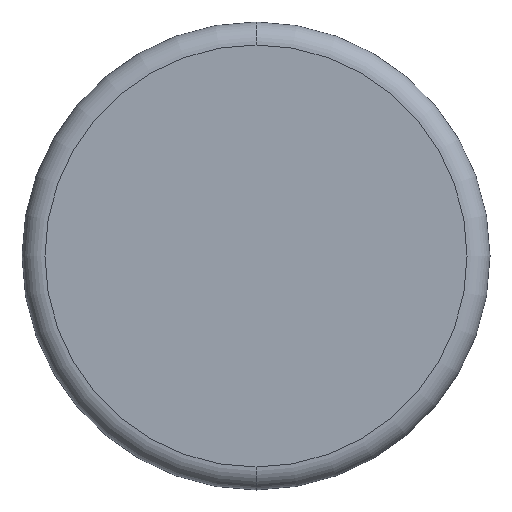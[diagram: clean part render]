
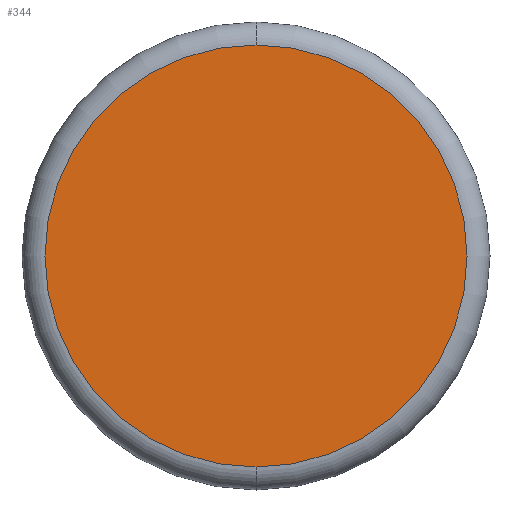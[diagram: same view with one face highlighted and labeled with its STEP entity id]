
A CAD part, front view. The second image highlights one B-rep face of the part: STEP entity #344.
In plain terms, the highlighted planar face has unit normal (0, -1, 0).
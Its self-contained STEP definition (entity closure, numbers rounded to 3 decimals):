
#15 = PLANE ( 'NONE',  #65 ) ;
#21 = ORIENTED_EDGE ( 'NONE', *, *, #32, .T. ) ;
#23 = CIRCLE ( 'NONE', #173, 46. ) ;
#32 = EDGE_CURVE ( 'NONE', #332, #126, #124, .T. ) ;
#54 = DIRECTION ( 'NONE',  ( 0., -1., 0. ) ) ;
#65 = AXIS2_PLACEMENT_3D ( 'NONE', #154, #305, #145 ) ;
#92 = CARTESIAN_POINT ( 'NONE',  ( 0., 0., 0. ) ) ;
#124 = CIRCLE ( 'NONE', #374, 46. ) ;
#126 = VERTEX_POINT ( 'NONE', #373 ) ;
#127 = DIRECTION ( 'NONE',  ( 0., 0., 1. ) ) ;
#138 = EDGE_LOOP ( 'NONE', ( #21, #242 ) ) ;
#145 = DIRECTION ( 'NONE',  ( 0., 0., 1. ) ) ;
#154 = CARTESIAN_POINT ( 'NONE',  ( 0., 0., 0. ) ) ;
#173 = AXIS2_PLACEMENT_3D ( 'NONE', #92, #415, #231 ) ;
#194 = EDGE_CURVE ( 'NONE', #126, #332, #23, .T. ) ;
#231 = DIRECTION ( 'NONE',  ( 0., 0., 1. ) ) ;
#242 = ORIENTED_EDGE ( 'NONE', *, *, #194, .T. ) ;
#305 = DIRECTION ( 'NONE',  ( 0., 1., 0. ) ) ;
#332 = VERTEX_POINT ( 'NONE', #423 ) ;
#344 = ADVANCED_FACE ( 'NONE', ( #359 ), #15, .F. ) ;
#359 = FACE_OUTER_BOUND ( 'NONE', #138, .T. ) ;
#360 = CARTESIAN_POINT ( 'NONE',  ( 0., 0., 0. ) ) ;
#373 = CARTESIAN_POINT ( 'NONE',  ( 0., 0., -46. ) ) ;
#374 = AXIS2_PLACEMENT_3D ( 'NONE', #360, #54, #127 ) ;
#415 = DIRECTION ( 'NONE',  ( 0., -1., 0. ) ) ;
#423 = CARTESIAN_POINT ( 'NONE',  ( 0., 0., 46. ) ) ;
